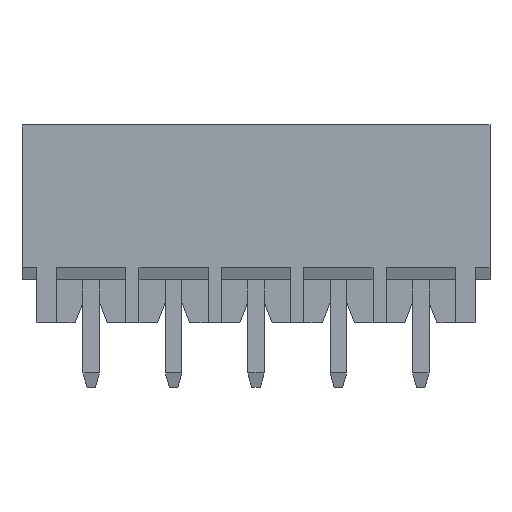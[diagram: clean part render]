
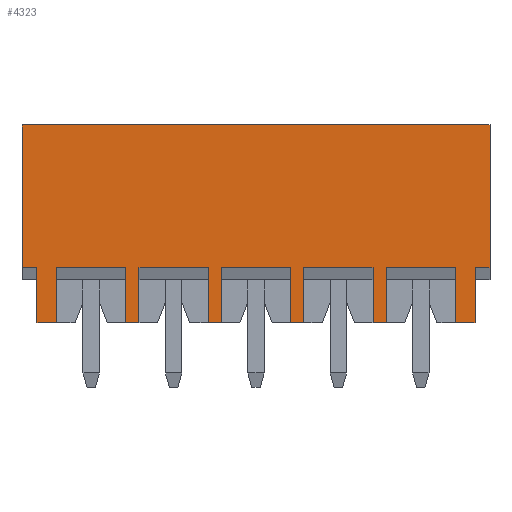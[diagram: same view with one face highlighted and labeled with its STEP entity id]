
A CAD part, front view. The second image highlights one B-rep face of the part: STEP entity #4323.
In plain terms, the highlighted planar face has unit normal (0, -1, 0).
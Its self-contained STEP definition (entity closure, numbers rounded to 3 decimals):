
#423=ORIENTED_EDGE('',*,*,#1650,.T.);
#424=ORIENTED_EDGE('',*,*,#1651,.T.);
#425=ORIENTED_EDGE('',*,*,#1652,.T.);
#426=ORIENTED_EDGE('',*,*,#1567,.F.);
#427=ORIENTED_EDGE('',*,*,#1575,.T.);
#428=ORIENTED_EDGE('',*,*,#1653,.T.);
#429=ORIENTED_EDGE('',*,*,#1654,.T.);
#430=ORIENTED_EDGE('',*,*,#1496,.T.);
#431=ORIENTED_EDGE('',*,*,#1655,.F.);
#432=ORIENTED_EDGE('',*,*,#1656,.F.);
#433=ORIENTED_EDGE('',*,*,#1588,.F.);
#434=ORIENTED_EDGE('',*,*,#1586,.F.);
#435=ORIENTED_EDGE('',*,*,#1657,.T.);
#436=ORIENTED_EDGE('',*,*,#1658,.T.);
#437=ORIENTED_EDGE('',*,*,#1659,.T.);
#438=ORIENTED_EDGE('',*,*,#1660,.F.);
#439=ORIENTED_EDGE('',*,*,#1661,.T.);
#440=ORIENTED_EDGE('',*,*,#1662,.T.);
#441=ORIENTED_EDGE('',*,*,#1663,.T.);
#442=ORIENTED_EDGE('',*,*,#1664,.F.);
#443=ORIENTED_EDGE('',*,*,#1665,.T.);
#444=ORIENTED_EDGE('',*,*,#1666,.T.);
#445=ORIENTED_EDGE('',*,*,#1667,.T.);
#446=ORIENTED_EDGE('',*,*,#1668,.F.);
#447=ORIENTED_EDGE('',*,*,#1669,.T.);
#448=ORIENTED_EDGE('',*,*,#1670,.T.);
#449=ORIENTED_EDGE('',*,*,#1671,.T.);
#450=ORIENTED_EDGE('',*,*,#1615,.F.);
#1496=EDGE_CURVE('',#2120,#2119,#2531,.T.);
#1567=EDGE_CURVE('',#2177,#2178,#2597,.T.);
#1575=EDGE_CURVE('',#2177,#2184,#2605,.T.);
#1586=EDGE_CURVE('',#2193,#2187,#2616,.T.);
#1588=EDGE_CURVE('',#2187,#2195,#2618,.T.);
#1615=EDGE_CURVE('',#2211,#2212,#2645,.T.);
#1650=EDGE_CURVE('',#2211,#2233,#2680,.T.);
#1651=EDGE_CURVE('',#2233,#2234,#2681,.T.);
#1652=EDGE_CURVE('',#2234,#2178,#2682,.T.);
#1653=EDGE_CURVE('',#2184,#2235,#2683,.T.);
#1654=EDGE_CURVE('',#2235,#2120,#2684,.T.);
#1655=EDGE_CURVE('',#2236,#2119,#2685,.T.);
#1656=EDGE_CURVE('',#2195,#2236,#2686,.T.);
#1657=EDGE_CURVE('',#2193,#2237,#2687,.T.);
#1658=EDGE_CURVE('',#2237,#2238,#2688,.T.);
#1659=EDGE_CURVE('',#2238,#2239,#2689,.T.);
#1660=EDGE_CURVE('',#2240,#2239,#2690,.T.);
#1661=EDGE_CURVE('',#2240,#2241,#2691,.T.);
#1662=EDGE_CURVE('',#2241,#2242,#2692,.T.);
#1663=EDGE_CURVE('',#2242,#2243,#2693,.T.);
#1664=EDGE_CURVE('',#2244,#2243,#2694,.T.);
#1665=EDGE_CURVE('',#2244,#2245,#2695,.T.);
#1666=EDGE_CURVE('',#2245,#2246,#2696,.T.);
#1667=EDGE_CURVE('',#2246,#2247,#2697,.T.);
#1668=EDGE_CURVE('',#2248,#2247,#2698,.T.);
#1669=EDGE_CURVE('',#2248,#2249,#2699,.T.);
#1670=EDGE_CURVE('',#2249,#2250,#2700,.T.);
#1671=EDGE_CURVE('',#2250,#2212,#2701,.T.);
#2119=VERTEX_POINT('',#6156);
#2120=VERTEX_POINT('',#6158);
#2177=VERTEX_POINT('',#6294);
#2178=VERTEX_POINT('',#6296);
#2184=VERTEX_POINT('',#6310);
#2187=VERTEX_POINT('',#6320);
#2193=VERTEX_POINT('',#6332);
#2195=VERTEX_POINT('',#6338);
#2211=VERTEX_POINT('',#6388);
#2212=VERTEX_POINT('',#6390);
#2233=VERTEX_POINT('',#6454);
#2234=VERTEX_POINT('',#6456);
#2235=VERTEX_POINT('',#6459);
#2236=VERTEX_POINT('',#6462);
#2237=VERTEX_POINT('',#6465);
#2238=VERTEX_POINT('',#6467);
#2239=VERTEX_POINT('',#6469);
#2240=VERTEX_POINT('',#6471);
#2241=VERTEX_POINT('',#6473);
#2242=VERTEX_POINT('',#6475);
#2243=VERTEX_POINT('',#6477);
#2244=VERTEX_POINT('',#6479);
#2245=VERTEX_POINT('',#6481);
#2246=VERTEX_POINT('',#6483);
#2247=VERTEX_POINT('',#6485);
#2248=VERTEX_POINT('',#6487);
#2249=VERTEX_POINT('',#6489);
#2250=VERTEX_POINT('',#6491);
#2531=LINE('',#6157,#3137);
#2597=LINE('',#6295,#3203);
#2605=LINE('',#6311,#3211);
#2616=LINE('',#6333,#3222);
#2618=LINE('',#6337,#3224);
#2645=LINE('',#6389,#3251);
#2680=LINE('',#6453,#3286);
#2681=LINE('',#6455,#3287);
#2682=LINE('',#6457,#3288);
#2683=LINE('',#6458,#3289);
#2684=LINE('',#6460,#3290);
#2685=LINE('',#6461,#3291);
#2686=LINE('',#6463,#3292);
#2687=LINE('',#6464,#3293);
#2688=LINE('',#6466,#3294);
#2689=LINE('',#6468,#3295);
#2690=LINE('',#6470,#3296);
#2691=LINE('',#6472,#3297);
#2692=LINE('',#6474,#3298);
#2693=LINE('',#6476,#3299);
#2694=LINE('',#6478,#3300);
#2695=LINE('',#6480,#3301);
#2696=LINE('',#6482,#3302);
#2697=LINE('',#6484,#3303);
#2698=LINE('',#6486,#3304);
#2699=LINE('',#6488,#3305);
#2700=LINE('',#6490,#3306);
#2701=LINE('',#6492,#3307);
#3137=VECTOR('',#4945,1000.);
#3203=VECTOR('',#5039,1000.);
#3211=VECTOR('',#5049,1000.);
#3222=VECTOR('',#5064,1000.);
#3224=VECTOR('',#5068,1000.);
#3251=VECTOR('',#5111,1000.);
#3286=VECTOR('',#5162,1000.);
#3287=VECTOR('',#5163,1000.);
#3288=VECTOR('',#5164,1000.);
#3289=VECTOR('',#5165,1000.);
#3290=VECTOR('',#5166,1000.);
#3291=VECTOR('',#5167,1000.);
#3292=VECTOR('',#5168,1000.);
#3293=VECTOR('',#5169,1000.);
#3294=VECTOR('',#5170,1000.);
#3295=VECTOR('',#5171,1000.);
#3296=VECTOR('',#5172,1000.);
#3297=VECTOR('',#5173,1000.);
#3298=VECTOR('',#5174,1000.);
#3299=VECTOR('',#5175,1000.);
#3300=VECTOR('',#5176,1000.);
#3301=VECTOR('',#5177,1000.);
#3302=VECTOR('',#5178,1000.);
#3303=VECTOR('',#5179,1000.);
#3304=VECTOR('',#5180,1000.);
#3305=VECTOR('',#5181,1000.);
#3306=VECTOR('',#5182,1000.);
#3307=VECTOR('',#5183,1000.);
#3659=EDGE_LOOP('',(#423,#424,#425,#426,#427,#428,#429,#430,#431,#432,#433,
#434,#435,#436,#437,#438,#439,#440,#441,#442,#443,#444,#445,#446,#447,#448,
#449,#450));
#3891=FACE_BOUND('',#3659,.T.);
#4122=PLANE('',#4586);
#4323=ADVANCED_FACE('',(#3891),#4122,.T.);
#4586=AXIS2_PLACEMENT_3D('',#6452,#5160,#5161);
#4945=DIRECTION('',(-1.,0.,0.));
#5039=DIRECTION('',(-1.,0.,0.));
#5049=DIRECTION('',(0.,0.,1.));
#5064=DIRECTION('',(-1.,0.,0.));
#5068=DIRECTION('',(0.,0.,1.));
#5111=DIRECTION('',(-1.,0.,0.));
#5160=DIRECTION('',(0.,-1.,0.));
#5161=DIRECTION('',(0.,0.,-1.));
#5162=DIRECTION('',(0.,0.,1.));
#5163=DIRECTION('',(1.,0.,0.));
#5164=DIRECTION('',(0.,0.,-1.));
#5165=DIRECTION('',(1.,0.,0.));
#5166=DIRECTION('',(0.,0.,1.));
#5167=DIRECTION('',(0.,0.,1.));
#5168=DIRECTION('',(-1.,0.,0.));
#5169=DIRECTION('',(0.,0.,1.));
#5170=DIRECTION('',(1.,0.,0.));
#5171=DIRECTION('',(0.,0.,-1.));
#5172=DIRECTION('',(-1.,0.,0.));
#5173=DIRECTION('',(0.,0.,1.));
#5174=DIRECTION('',(1.,0.,0.));
#5175=DIRECTION('',(0.,0.,-1.));
#5176=DIRECTION('',(-1.,0.,0.));
#5177=DIRECTION('',(0.,0.,1.));
#5178=DIRECTION('',(1.,0.,0.));
#5179=DIRECTION('',(0.,0.,-1.));
#5180=DIRECTION('',(-1.,0.,0.));
#5181=DIRECTION('',(0.,0.,1.));
#5182=DIRECTION('',(1.,0.,0.));
#5183=DIRECTION('',(0.,0.,-1.));
#6156=CARTESIAN_POINT('',(-14.2,-3.775,6.));
#6157=CARTESIAN_POINT('',(14.2,-3.775,6.));
#6158=CARTESIAN_POINT('',(14.2,-3.775,6.));
#6294=CARTESIAN_POINT('',(13.29,-3.775,-6.));
#6295=CARTESIAN_POINT('',(14.2,-3.775,-6.));
#6296=CARTESIAN_POINT('',(12.1,-3.775,-6.));
#6310=CARTESIAN_POINT('',(13.29,-3.775,-2.65));
#6311=CARTESIAN_POINT('',(13.29,-3.775,-6.));
#6320=CARTESIAN_POINT('',(-13.29,-3.775,-6.));
#6332=CARTESIAN_POINT('',(-12.1,-3.775,-6.));
#6333=CARTESIAN_POINT('',(14.2,-3.775,-6.));
#6337=CARTESIAN_POINT('',(-13.29,-3.775,-6.));
#6338=CARTESIAN_POINT('',(-13.29,-3.775,-2.65));
#6388=CARTESIAN_POINT('',(7.9,-3.775,-6.));
#6389=CARTESIAN_POINT('',(14.2,-3.775,-6.));
#6390=CARTESIAN_POINT('',(7.1,-3.775,-6.));
#6452=CARTESIAN_POINT('',(14.2,-3.775,-6.));
#6453=CARTESIAN_POINT('',(7.9,-3.775,-6.));
#6454=CARTESIAN_POINT('',(7.9,-3.775,-2.65));
#6455=CARTESIAN_POINT('',(14.2,-3.775,-2.65));
#6456=CARTESIAN_POINT('',(12.1,-3.775,-2.65));
#6457=CARTESIAN_POINT('',(12.1,-3.775,-3.4));
#6458=CARTESIAN_POINT('',(13.29,-3.775,-2.65));
#6459=CARTESIAN_POINT('',(14.2,-3.775,-2.65));
#6460=CARTESIAN_POINT('',(14.2,-3.775,-6.));
#6461=CARTESIAN_POINT('',(-14.2,-3.775,-6.));
#6462=CARTESIAN_POINT('',(-14.2,-3.775,-2.65));
#6463=CARTESIAN_POINT('',(-13.29,-3.775,-2.65));
#6464=CARTESIAN_POINT('',(-12.1,-3.775,-6.));
#6465=CARTESIAN_POINT('',(-12.1,-3.775,-2.65));
#6466=CARTESIAN_POINT('',(14.2,-3.775,-2.65));
#6467=CARTESIAN_POINT('',(-7.9,-3.775,-2.65));
#6468=CARTESIAN_POINT('',(-7.9,-3.775,-3.4));
#6469=CARTESIAN_POINT('',(-7.9,-3.775,-6.));
#6470=CARTESIAN_POINT('',(14.2,-3.775,-6.));
#6471=CARTESIAN_POINT('',(-7.1,-3.775,-6.));
#6472=CARTESIAN_POINT('',(-7.1,-3.775,-6.));
#6473=CARTESIAN_POINT('',(-7.1,-3.775,-2.65));
#6474=CARTESIAN_POINT('',(14.2,-3.775,-2.65));
#6475=CARTESIAN_POINT('',(-2.9,-3.775,-2.65));
#6476=CARTESIAN_POINT('',(-2.9,-3.775,-3.4));
#6477=CARTESIAN_POINT('',(-2.9,-3.775,-6.));
#6478=CARTESIAN_POINT('',(14.2,-3.775,-6.));
#6479=CARTESIAN_POINT('',(-2.1,-3.775,-6.));
#6480=CARTESIAN_POINT('',(-2.1,-3.775,-6.));
#6481=CARTESIAN_POINT('',(-2.1,-3.775,-2.65));
#6482=CARTESIAN_POINT('',(14.2,-3.775,-2.65));
#6483=CARTESIAN_POINT('',(2.1,-3.775,-2.65));
#6484=CARTESIAN_POINT('',(2.1,-3.775,-3.4));
#6485=CARTESIAN_POINT('',(2.1,-3.775,-6.));
#6486=CARTESIAN_POINT('',(14.2,-3.775,-6.));
#6487=CARTESIAN_POINT('',(2.9,-3.775,-6.));
#6488=CARTESIAN_POINT('',(2.9,-3.775,-6.));
#6489=CARTESIAN_POINT('',(2.9,-3.775,-2.65));
#6490=CARTESIAN_POINT('',(14.2,-3.775,-2.65));
#6491=CARTESIAN_POINT('',(7.1,-3.775,-2.65));
#6492=CARTESIAN_POINT('',(7.1,-3.775,-3.4));
